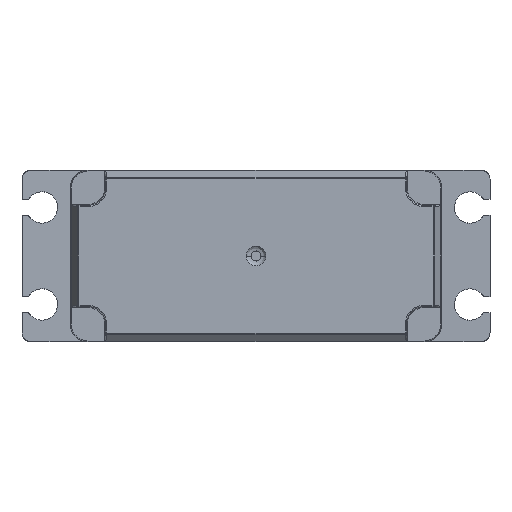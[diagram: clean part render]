
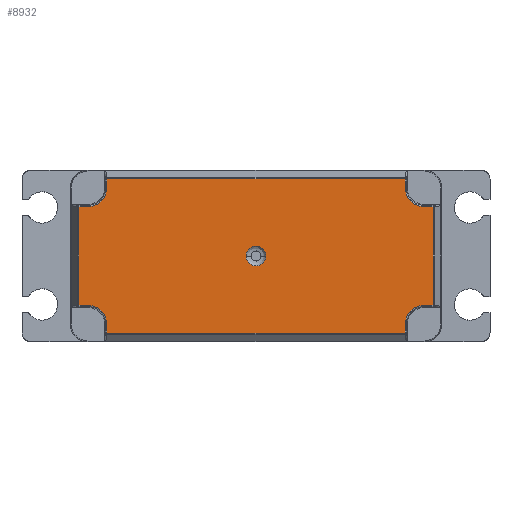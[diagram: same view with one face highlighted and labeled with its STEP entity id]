
A CAD part, front view. The second image highlights one B-rep face of the part: STEP entity #8932.
In plain terms, the highlighted planar face has unit normal (0, -1, 0).
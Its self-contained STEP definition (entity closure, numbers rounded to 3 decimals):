
#7397=DIRECTION('',(1.,0.,0.));
#7398=VECTOR('',#7397,52.306);
#7399=CARTESIAN_POINT('',(-26.153,-31.5,-13.52));
#7400=LINE('',#7399,#7398);
#7401=DIRECTION('',(0.,0.,-1.));
#7402=VECTOR('',#7401,1.52);
#7403=CARTESIAN_POINT('',(-26.153,-31.5,-12.));
#7404=LINE('',#7403,#7402);
#7405=CARTESIAN_POINT('',(-29.5,-31.5,-12.));
#7406=DIRECTION('',(0.,1.,0.));
#7407=DIRECTION('',(0.,0.,1.));
#7408=AXIS2_PLACEMENT_3D('',#7405,#7406,#7407);
#7410=DIRECTION('',(1.,0.,0.));
#7411=VECTOR('',#7410,1.52);
#7412=CARTESIAN_POINT('',(-31.02,-31.5,-8.653));
#7413=LINE('',#7412,#7411);
#7414=DIRECTION('',(0.,0.,-1.));
#7415=VECTOR('',#7414,17.306);
#7416=CARTESIAN_POINT('',(-31.02,-31.5,8.653));
#7417=LINE('',#7416,#7415);
#7418=DIRECTION('',(-1.,0.,0.));
#7419=VECTOR('',#7418,1.52);
#7420=CARTESIAN_POINT('',(-29.5,-31.5,8.653));
#7421=LINE('',#7420,#7419);
#7422=CARTESIAN_POINT('',(-29.5,-31.5,12.));
#7423=DIRECTION('',(0.,1.,0.));
#7424=DIRECTION('',(1.,0.,0.));
#7425=AXIS2_PLACEMENT_3D('',#7422,#7423,#7424);
#7427=DIRECTION('',(0.,0.,-1.));
#7428=VECTOR('',#7427,1.52);
#7429=CARTESIAN_POINT('',(-26.153,-31.5,13.52));
#7430=LINE('',#7429,#7428);
#7431=DIRECTION('',(-1.,0.,0.));
#7432=VECTOR('',#7431,52.306);
#7433=CARTESIAN_POINT('',(26.153,-31.5,13.52));
#7434=LINE('',#7433,#7432);
#7435=DIRECTION('',(0.,0.,1.));
#7436=VECTOR('',#7435,1.52);
#7437=CARTESIAN_POINT('',(26.153,-31.5,12.));
#7438=LINE('',#7437,#7436);
#7439=CARTESIAN_POINT('',(29.5,-31.5,12.));
#7440=DIRECTION('',(0.,1.,0.));
#7441=DIRECTION('',(0.,0.,-1.));
#7442=AXIS2_PLACEMENT_3D('',#7439,#7440,#7441);
#7444=DIRECTION('',(-1.,0.,0.));
#7445=VECTOR('',#7444,1.52);
#7446=CARTESIAN_POINT('',(31.02,-31.5,8.653));
#7447=LINE('',#7446,#7445);
#7448=DIRECTION('',(0.,0.,1.));
#7449=VECTOR('',#7448,17.306);
#7450=CARTESIAN_POINT('',(31.02,-31.5,-8.653));
#7451=LINE('',#7450,#7449);
#7452=DIRECTION('',(1.,0.,0.));
#7453=VECTOR('',#7452,1.52);
#7454=CARTESIAN_POINT('',(29.5,-31.5,-8.653));
#7455=LINE('',#7454,#7453);
#7456=CARTESIAN_POINT('',(29.5,-31.5,-12.));
#7457=DIRECTION('',(0.,1.,0.));
#7458=DIRECTION('',(-1.,0.,0.));
#7459=AXIS2_PLACEMENT_3D('',#7456,#7457,#7458);
#7461=DIRECTION('',(0.,0.,1.));
#7462=VECTOR('',#7461,1.52);
#7463=CARTESIAN_POINT('',(26.153,-31.5,-13.52));
#7464=LINE('',#7463,#7462);
#7465=CARTESIAN_POINT('',(0.,-31.5,0.));
#7466=DIRECTION('',(0.,1.,0.));
#7467=DIRECTION('',(1.,0.,0.));
#7468=AXIS2_PLACEMENT_3D('',#7465,#7466,#7467);
#7470=CARTESIAN_POINT('',(0.,-31.5,0.));
#7471=DIRECTION('',(0.,1.,0.));
#7472=DIRECTION('',(-1.,0.,0.));
#7473=AXIS2_PLACEMENT_3D('',#7470,#7471,#7472);
#8715=CARTESIAN_POINT('',(-26.153,-31.5,-13.52));
#8716=CARTESIAN_POINT('',(26.153,-31.5,-13.52));
#8717=VERTEX_POINT('',#8715);
#8718=VERTEX_POINT('',#8716);
#8727=CARTESIAN_POINT('',(29.5,-31.5,-8.653));
#8728=CARTESIAN_POINT('',(31.02,-31.5,-8.653));
#8729=VERTEX_POINT('',#8727);
#8730=VERTEX_POINT('',#8728);
#8731=CARTESIAN_POINT('',(26.153,-31.5,-12.));
#8732=VERTEX_POINT('',#8731);
#8737=CARTESIAN_POINT('',(31.02,-31.5,8.653));
#8738=VERTEX_POINT('',#8737);
#8745=CARTESIAN_POINT('',(29.5,-31.5,8.653));
#8746=VERTEX_POINT('',#8745);
#8749=CARTESIAN_POINT('',(26.153,-31.5,12.));
#8750=VERTEX_POINT('',#8749);
#8753=CARTESIAN_POINT('',(26.153,-31.5,13.52));
#8754=VERTEX_POINT('',#8753);
#8757=CARTESIAN_POINT('',(-26.153,-31.5,13.52));
#8758=VERTEX_POINT('',#8757);
#8765=CARTESIAN_POINT('',(-26.153,-31.5,12.));
#8766=VERTEX_POINT('',#8765);
#8769=CARTESIAN_POINT('',(-29.5,-31.5,8.653));
#8770=VERTEX_POINT('',#8769);
#8773=CARTESIAN_POINT('',(-31.02,-31.5,8.653));
#8774=VERTEX_POINT('',#8773);
#8777=CARTESIAN_POINT('',(-31.02,-31.5,-8.653));
#8778=VERTEX_POINT('',#8777);
#8785=CARTESIAN_POINT('',(-29.5,-31.5,-8.653));
#8786=VERTEX_POINT('',#8785);
#8789=CARTESIAN_POINT('',(-26.153,-31.5,-12.));
#8790=VERTEX_POINT('',#8789);
#8823=CARTESIAN_POINT('',(1.75,-31.5,0.));
#8824=CARTESIAN_POINT('',(-1.75,-31.5,0.));
#8825=VERTEX_POINT('',#8823);
#8826=VERTEX_POINT('',#8824);
#8887=CARTESIAN_POINT('',(0.,-31.5,0.));
#8888=DIRECTION('',(0.,1.,0.));
#8889=DIRECTION('',(1.,0.,0.));
#8890=AXIS2_PLACEMENT_3D('',#8887,#8888,#8889);
#8891=PLANE('',#8890);
#8893=ORIENTED_EDGE('',*,*,#8892,.F.);
#8895=ORIENTED_EDGE('',*,*,#8894,.F.);
#8897=ORIENTED_EDGE('',*,*,#8896,.F.);
#8899=ORIENTED_EDGE('',*,*,#8898,.F.);
#8901=ORIENTED_EDGE('',*,*,#8900,.F.);
#8903=ORIENTED_EDGE('',*,*,#8902,.F.);
#8905=ORIENTED_EDGE('',*,*,#8904,.F.);
#8907=ORIENTED_EDGE('',*,*,#8906,.F.);
#8909=ORIENTED_EDGE('',*,*,#8908,.F.);
#8911=ORIENTED_EDGE('',*,*,#8910,.F.);
#8913=ORIENTED_EDGE('',*,*,#8912,.F.);
#8915=ORIENTED_EDGE('',*,*,#8914,.F.);
#8917=ORIENTED_EDGE('',*,*,#8916,.F.);
#8919=ORIENTED_EDGE('',*,*,#8918,.F.);
#8921=ORIENTED_EDGE('',*,*,#8920,.F.);
#8923=ORIENTED_EDGE('',*,*,#8922,.F.);
#8924=EDGE_LOOP('',(#8893,#8895,#8897,#8899,#8901,#8903,#8905,#8907,#8909,#8911,
#8913,#8915,#8917,#8919,#8921,#8923));
#8925=FACE_OUTER_BOUND('',#8924,.F.);
#8927=ORIENTED_EDGE('',*,*,#8926,.F.);
#8929=ORIENTED_EDGE('',*,*,#8928,.F.);
#8930=EDGE_LOOP('',(#8927,#8929));
#8931=FACE_BOUND('',#8930,.F.);
#8932=ADVANCED_FACE('',(#8925,#8931),#8891,.F.);
#7409=CIRCLE('',#7408,3.347);
#7426=CIRCLE('',#7425,3.347);
#7443=CIRCLE('',#7442,3.347);
#7460=CIRCLE('',#7459,3.347);
#7469=CIRCLE('',#7468,1.75);
#7474=CIRCLE('',#7473,1.75);
#8892=EDGE_CURVE('',#8717,#8718,#7400,.T.);
#8894=EDGE_CURVE('',#8790,#8717,#7404,.T.);
#8896=EDGE_CURVE('',#8786,#8790,#7409,.T.);
#8898=EDGE_CURVE('',#8778,#8786,#7413,.T.);
#8900=EDGE_CURVE('',#8774,#8778,#7417,.T.);
#8902=EDGE_CURVE('',#8770,#8774,#7421,.T.);
#8904=EDGE_CURVE('',#8766,#8770,#7426,.T.);
#8906=EDGE_CURVE('',#8758,#8766,#7430,.T.);
#8908=EDGE_CURVE('',#8754,#8758,#7434,.T.);
#8910=EDGE_CURVE('',#8750,#8754,#7438,.T.);
#8912=EDGE_CURVE('',#8746,#8750,#7443,.T.);
#8914=EDGE_CURVE('',#8738,#8746,#7447,.T.);
#8916=EDGE_CURVE('',#8730,#8738,#7451,.T.);
#8918=EDGE_CURVE('',#8729,#8730,#7455,.T.);
#8920=EDGE_CURVE('',#8732,#8729,#7460,.T.);
#8922=EDGE_CURVE('',#8718,#8732,#7464,.T.);
#8926=EDGE_CURVE('',#8825,#8826,#7469,.T.);
#8928=EDGE_CURVE('',#8826,#8825,#7474,.T.);
